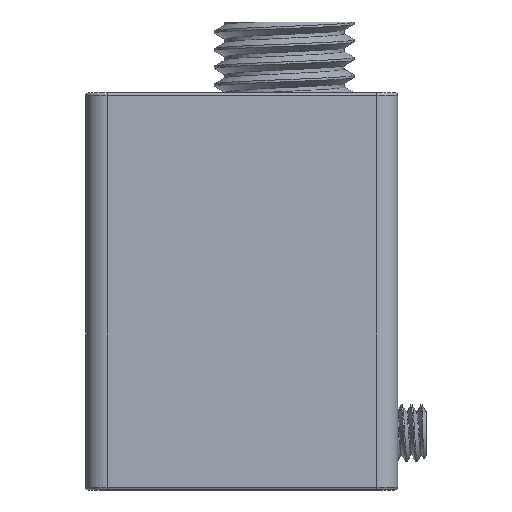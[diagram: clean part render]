
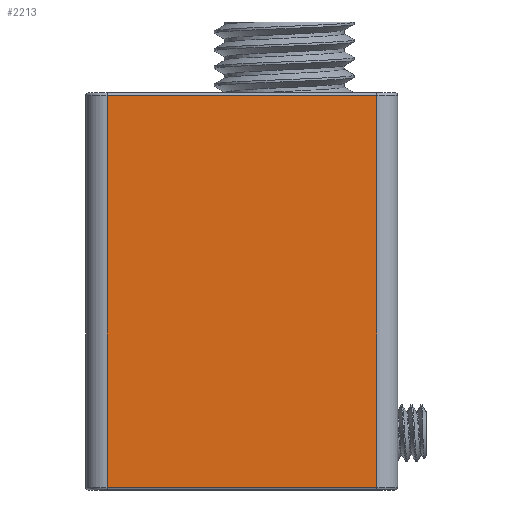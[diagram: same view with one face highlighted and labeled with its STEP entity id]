
A CAD part, front view. The second image highlights one B-rep face of the part: STEP entity #2213.
In plain terms, the highlighted face is planar.
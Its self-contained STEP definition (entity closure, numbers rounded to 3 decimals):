
#97=PLANE('',#2425);
#268=FACE_OUTER_BOUND('',#413,.T.);
#413=EDGE_LOOP('',(#1687,#1688,#1689,#1690));
#679=LINE('',#5409,#799);
#682=LINE('',#5420,#802);
#683=LINE('',#5422,#803);
#684=LINE('',#5423,#804);
#799=VECTOR('',#2782,10.);
#802=VECTOR('',#2797,10.);
#803=VECTOR('',#2798,10.);
#804=VECTOR('',#2799,10.);
#957=VERTEX_POINT('',#5401);
#959=VERTEX_POINT('',#5407);
#961=VERTEX_POINT('',#5419);
#962=VERTEX_POINT('',#5421);
#1219=EDGE_CURVE('',#959,#957,#679,.T.);
#1225=EDGE_CURVE('',#961,#959,#682,.T.);
#1226=EDGE_CURVE('',#962,#961,#683,.T.);
#1227=EDGE_CURVE('',#957,#962,#684,.T.);
#1687=ORIENTED_EDGE('',*,*,#1219,.F.);
#1688=ORIENTED_EDGE('',*,*,#1225,.F.);
#1689=ORIENTED_EDGE('',*,*,#1226,.F.);
#1690=ORIENTED_EDGE('',*,*,#1227,.F.);
#2213=ADVANCED_FACE('',(#268),#97,.T.);
#2425=AXIS2_PLACEMENT_3D('',#5418,#2795,#2796);
#2782=DIRECTION('',(0.,1.,0.));
#2795=DIRECTION('center_axis',(0.,0.,1.));
#2796=DIRECTION('ref_axis',(1.,0.,0.));
#2797=DIRECTION('',(-1.,0.,0.));
#2798=DIRECTION('',(0.,-1.,0.));
#2799=DIRECTION('',(1.,0.,0.));
#5401=CARTESIAN_POINT('',(0.2,20.5,12.));
#5407=CARTESIAN_POINT('',(0.2,1.5,12.));
#5409=CARTESIAN_POINT('',(0.2,16.5,12.));
#5418=CARTESIAN_POINT('Origin',(14.,11.,12.));
#5419=CARTESIAN_POINT('',(27.8,1.5,12.));
#5420=CARTESIAN_POINT('',(7.,1.5,12.));
#5421=CARTESIAN_POINT('',(27.8,20.5,12.));
#5422=CARTESIAN_POINT('',(27.8,5.5,12.));
#5423=CARTESIAN_POINT('',(21.,20.5,12.));
